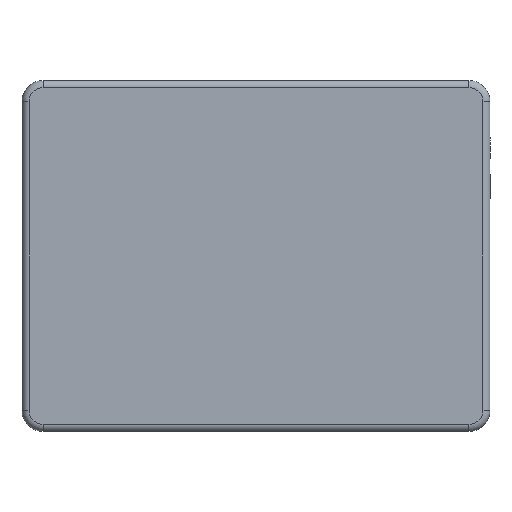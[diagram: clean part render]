
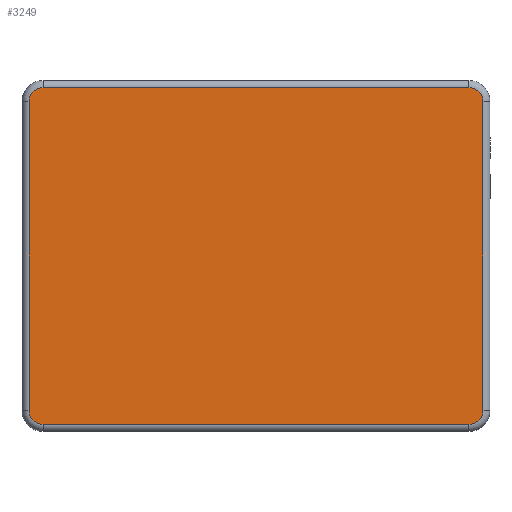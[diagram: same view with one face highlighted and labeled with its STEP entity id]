
A CAD part, front view. The second image highlights one B-rep face of the part: STEP entity #3249.
In plain terms, the highlighted planar face has unit normal (0, -1, 0).
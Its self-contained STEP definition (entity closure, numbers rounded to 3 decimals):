
#2 = DIRECTION ( 'NONE',  ( 1., 0., 0. ) ) ;
#179 = LINE ( 'NONE', #2027, #1380 ) ;
#238 = DIRECTION ( 'NONE',  ( 0., 0., -1. ) ) ;
#378 = VERTEX_POINT ( 'NONE', #880 ) ;
#445 = VERTEX_POINT ( 'NONE', #4613 ) ;
#717 = CARTESIAN_POINT ( 'NONE',  ( 9., 0., -3. ) ) ;
#880 = CARTESIAN_POINT ( 'NONE',  ( 9., 0., -147. ) ) ;
#915 = DIRECTION ( 'NONE',  ( 0., -1., 0. ) ) ;
#952 = DIRECTION ( 'NONE',  ( 0., 0., -1. ) ) ;
#988 = EDGE_CURVE ( 'NONE', #445, #1600, #4876, .T. ) ;
#1022 = AXIS2_PLACEMENT_3D ( 'NONE', #4774, #5716, #1890 ) ;
#1121 = CARTESIAN_POINT ( 'NONE',  ( 9., 0., -9. ) ) ;
#1139 = ORIENTED_EDGE ( 'NONE', *, *, #988, .T. ) ;
#1145 = ORIENTED_EDGE ( 'NONE', *, *, #2045, .T. ) ;
#1250 = ORIENTED_EDGE ( 'NONE', *, *, #5924, .T. ) ;
#1277 = EDGE_LOOP ( 'NONE', ( #1250, #3850, #1145, #6000, #1316, #1389, #1139, #4715 ) ) ;
#1316 = ORIENTED_EDGE ( 'NONE', *, *, #3344, .T. ) ;
#1319 = CARTESIAN_POINT ( 'NONE',  ( 0., 0., 0. ) ) ;
#1330 = DIRECTION ( 'NONE',  ( 0., -1., 0. ) ) ;
#1342 = CIRCLE ( 'NONE', #3265, 6. ) ;
#1380 = VECTOR ( 'NONE', #4250, 1000. ) ;
#1389 = ORIENTED_EDGE ( 'NONE', *, *, #5472, .T. ) ;
#1508 = AXIS2_PLACEMENT_3D ( 'NONE', #5969, #1330, #1781 ) ;
#1600 = VERTEX_POINT ( 'NONE', #5106 ) ;
#1662 = DIRECTION ( 'NONE',  ( -1., 0., 0. ) ) ;
#1725 = VECTOR ( 'NONE', #952, 1000. ) ;
#1764 = DIRECTION ( 'NONE',  ( 0., -1., 0. ) ) ;
#1781 = DIRECTION ( 'NONE',  ( 0., 0., -1. ) ) ;
#1834 = CARTESIAN_POINT ( 'NONE',  ( 3., 0., -141. ) ) ;
#1881 = DIRECTION ( 'NONE',  ( 0., 0., -1. ) ) ;
#1890 = DIRECTION ( 'NONE',  ( 0., 0., -1. ) ) ;
#2016 = CIRCLE ( 'NONE', #4938, 6. ) ;
#2027 = CARTESIAN_POINT ( 'NONE',  ( 197., 0., -9. ) ) ;
#2045 = EDGE_CURVE ( 'NONE', #378, #3192, #2834, .T. ) ;
#2113 = VERTEX_POINT ( 'NONE', #5232 ) ;
#2469 = CARTESIAN_POINT ( 'NONE',  ( 3., 0., -141. ) ) ;
#2613 = VERTEX_POINT ( 'NONE', #2469 ) ;
#2834 = LINE ( 'NONE', #3755, #5949 ) ;
#3192 = VERTEX_POINT ( 'NONE', #4677 ) ;
#3249 = ADVANCED_FACE ( 'NONE', ( #5559 ), #3676, .T. ) ;
#3265 = AXIS2_PLACEMENT_3D ( 'NONE', #1121, #3883, #238 ) ;
#3344 = EDGE_CURVE ( 'NONE', #4260, #4895, #179, .T. ) ;
#3612 = DIRECTION ( 'NONE',  ( 0., 0., -1. ) ) ;
#3619 = EDGE_CURVE ( 'NONE', #2613, #378, #2016, .T. ) ;
#3676 = PLANE ( 'NONE',  #5448 ) ;
#3755 = CARTESIAN_POINT ( 'NONE',  ( 191., 0., -147. ) ) ;
#3850 = ORIENTED_EDGE ( 'NONE', *, *, #3619, .T. ) ;
#3883 = DIRECTION ( 'NONE',  ( 0., -1., 0. ) ) ;
#4250 = DIRECTION ( 'NONE',  ( 0., 0., 1. ) ) ;
#4260 = VERTEX_POINT ( 'NONE', #4311 ) ;
#4311 = CARTESIAN_POINT ( 'NONE',  ( 197., 0., -141. ) ) ;
#4422 = CIRCLE ( 'NONE', #1508, 6. ) ;
#4613 = CARTESIAN_POINT ( 'NONE',  ( 191., 0., -3. ) ) ;
#4677 = CARTESIAN_POINT ( 'NONE',  ( 191., 0., -147. ) ) ;
#4715 = ORIENTED_EDGE ( 'NONE', *, *, #4812, .T. ) ;
#4774 = CARTESIAN_POINT ( 'NONE',  ( 191., 0., -9. ) ) ;
#4812 = EDGE_CURVE ( 'NONE', #1600, #2113, #1342, .T. ) ;
#4849 = VECTOR ( 'NONE', #1662, 1000. ) ;
#4876 = LINE ( 'NONE', #717, #4849 ) ;
#4895 = VERTEX_POINT ( 'NONE', #5953 ) ;
#4938 = AXIS2_PLACEMENT_3D ( 'NONE', #5926, #1764, #3612 ) ;
#5106 = CARTESIAN_POINT ( 'NONE',  ( 9., 0., -3. ) ) ;
#5138 = LINE ( 'NONE', #1834, #1725 ) ;
#5232 = CARTESIAN_POINT ( 'NONE',  ( 3., 0., -9. ) ) ;
#5359 = EDGE_CURVE ( 'NONE', #3192, #4260, #4422, .T. ) ;
#5448 = AXIS2_PLACEMENT_3D ( 'NONE', #1319, #915, #1881 ) ;
#5472 = EDGE_CURVE ( 'NONE', #4895, #445, #5778, .T. ) ;
#5559 = FACE_OUTER_BOUND ( 'NONE', #1277, .T. ) ;
#5716 = DIRECTION ( 'NONE',  ( 0., -1., 0. ) ) ;
#5778 = CIRCLE ( 'NONE', #1022, 6. ) ;
#5924 = EDGE_CURVE ( 'NONE', #2113, #2613, #5138, .T. ) ;
#5926 = CARTESIAN_POINT ( 'NONE',  ( 9., 0., -141. ) ) ;
#5949 = VECTOR ( 'NONE', #2, 1000. ) ;
#5953 = CARTESIAN_POINT ( 'NONE',  ( 197., 0., -9. ) ) ;
#5969 = CARTESIAN_POINT ( 'NONE',  ( 191., 0., -141. ) ) ;
#6000 = ORIENTED_EDGE ( 'NONE', *, *, #5359, .T. ) ;
